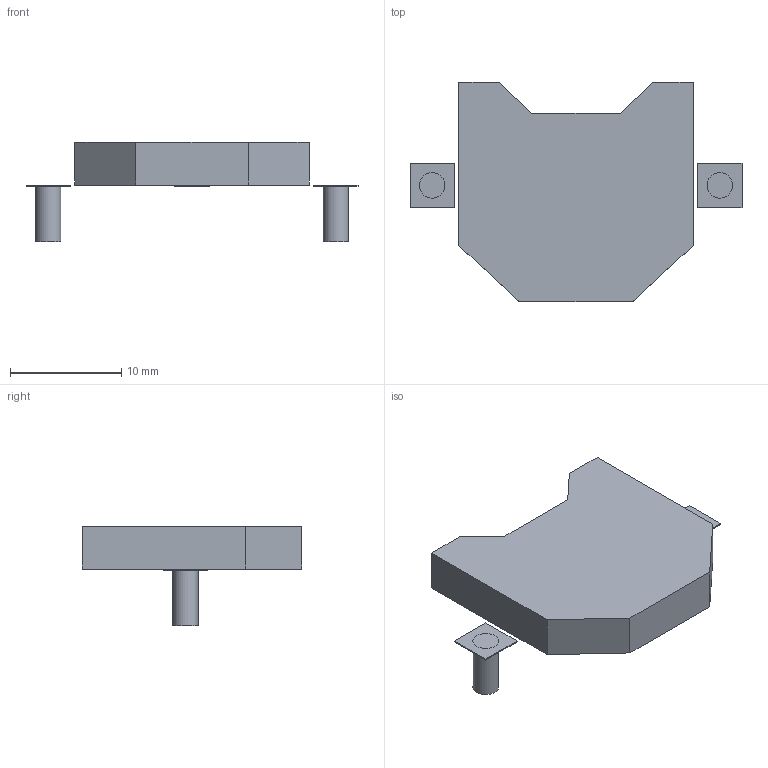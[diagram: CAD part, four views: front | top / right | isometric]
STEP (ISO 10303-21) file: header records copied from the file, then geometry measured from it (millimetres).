
FILE_DESCRIPTION(('FreeCAD Model'),'2;1');
FILE_NAME('329022.1.2.stp','2019-07-22T08:54:50',( 'Author'),(''),'Open CASCADE STEP processor 6.9','FreeCAD','Unknown' );
FILE_SCHEMA(('AUTOMOTIVE_DESIGN { 1 0 10303 214 1 1 1 1 }'));
Length unit declared in the file: millimetre
Products named in the file (6): ASSEMBLY; Body; ('pin',_'1'); ('pin',_'2'); ('pin',_'3'); Leads
Assembly tree (6 placements, depth 2):
  ASSEMBLY
    Body
    ('pin',_'1')
    ('pin',_'2')
    ('pin',_'3')
    Leads  x2
Bounding box: 29.9 x 19.8 x 8.95 mm (x, y, z)
Volume: 1471.9 mm3; surface area: 1287.7 mm2
Topology: 8 solids, 8 shells, 42 faces, 78 edges, 52 vertices
Faces by surface type: plane 38, cylinder 4
Full cylindrical faces by diameter (mm): 2.3 x4
Entity records: 2015 total; most frequent: CARTESIAN_POINT 307, DIRECTION 306, LINE 208, VECTOR 208, ORIENTED_EDGE 144, PCURVE 144, DEFINITIONAL_REPRESENTATION 144, EDGE_CURVE 72
